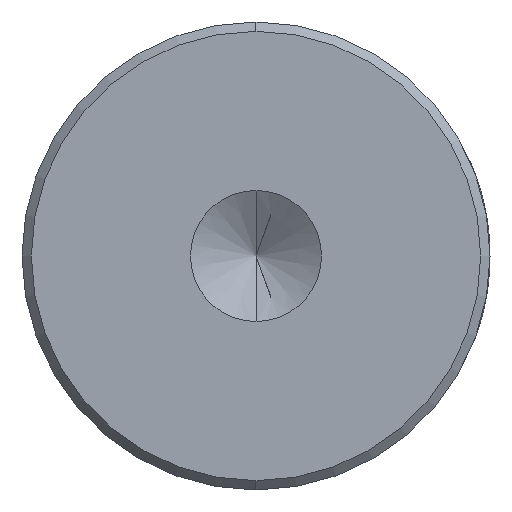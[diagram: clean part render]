
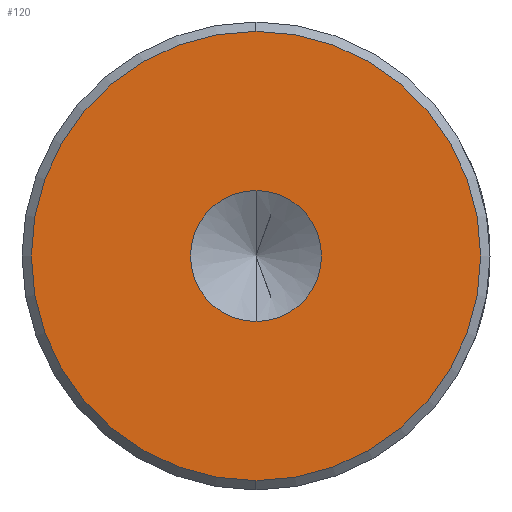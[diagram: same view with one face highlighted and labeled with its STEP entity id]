
A CAD part, left-side view. The second image highlights one B-rep face of the part: STEP entity #120.
In plain terms, the highlighted planar face has unit normal (-1, 0, 0).
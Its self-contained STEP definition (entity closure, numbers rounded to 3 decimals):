
#15 = DIRECTION ( 'NONE',  ( -1., 0., 0. ) ) ;
#16 = FACE_OUTER_BOUND ( 'NONE', #597, .T. ) ;
#54 = EDGE_LOOP ( 'NONE', ( #198, #380 ) ) ;
#71 = CARTESIAN_POINT ( 'NONE',  ( 0., 0., 3.5 ) ) ;
#77 = DIRECTION ( 'NONE',  ( 0., 0., 1. ) ) ;
#120 = ADVANCED_FACE ( 'NONE', ( #16, #822 ), #1261, .T. ) ;
#147 = CARTESIAN_POINT ( 'NONE',  ( 0., 0., -3.5 ) ) ;
#198 = ORIENTED_EDGE ( 'NONE', *, *, #937, .F. ) ;
#199 = ORIENTED_EDGE ( 'NONE', *, *, #1087, .T. ) ;
#284 = AXIS2_PLACEMENT_3D ( 'NONE', #615, #1322, #711 ) ;
#319 = CARTESIAN_POINT ( 'NONE',  ( 0., 0., 0. ) ) ;
#380 = ORIENTED_EDGE ( 'NONE', *, *, #1064, .F. ) ;
#463 = CIRCLE ( 'NONE', #511, 12.001 ) ;
#464 = CARTESIAN_POINT ( 'NONE',  ( 0., 0., -12.001 ) ) ;
#511 = AXIS2_PLACEMENT_3D ( 'NONE', #1324, #716, #77 ) ;
#578 = CARTESIAN_POINT ( 'NONE',  ( 0., 0., 0. ) ) ;
#588 = DIRECTION ( 'NONE',  ( -1., 0., 0. ) ) ;
#597 = EDGE_LOOP ( 'NONE', ( #199, #622 ) ) ;
#615 = CARTESIAN_POINT ( 'NONE',  ( 0., 0., 0. ) ) ;
#622 = ORIENTED_EDGE ( 'NONE', *, *, #862, .T. ) ;
#658 = CIRCLE ( 'NONE', #733, 3.5 ) ;
#675 = DIRECTION ( 'NONE',  ( 0., 0., 1. ) ) ;
#711 = DIRECTION ( 'NONE',  ( 0., 0., 1. ) ) ;
#716 = DIRECTION ( 'NONE',  ( -1., 0., 0. ) ) ;
#726 = VERTEX_POINT ( 'NONE', #464 ) ;
#733 = AXIS2_PLACEMENT_3D ( 'NONE', #1194, #588, #1294 ) ;
#744 = CARTESIAN_POINT ( 'NONE',  ( 0., 0., 12.001 ) ) ;
#750 = DIRECTION ( 'NONE',  ( 0., 0., 1. ) ) ;
#811 = AXIS2_PLACEMENT_3D ( 'NONE', #578, #1286, #675 ) ;
#817 = CIRCLE ( 'NONE', #811, 12.001 ) ;
#822 = FACE_BOUND ( 'NONE', #54, .T. ) ;
#854 = AXIS2_PLACEMENT_3D ( 'NONE', #319, #15, #750 ) ;
#862 = EDGE_CURVE ( 'NONE', #1346, #726, #817, .T. ) ;
#937 = EDGE_CURVE ( 'NONE', #1057, #940, #658, .T. ) ;
#940 = VERTEX_POINT ( 'NONE', #147 ) ;
#1029 = CIRCLE ( 'NONE', #284, 3.5 ) ;
#1057 = VERTEX_POINT ( 'NONE', #71 ) ;
#1064 = EDGE_CURVE ( 'NONE', #940, #1057, #1029, .T. ) ;
#1087 = EDGE_CURVE ( 'NONE', #726, #1346, #463, .T. ) ;
#1194 = CARTESIAN_POINT ( 'NONE',  ( 0., 0., 0. ) ) ;
#1261 = PLANE ( 'NONE',  #854 ) ;
#1286 = DIRECTION ( 'NONE',  ( -1., 0., 0. ) ) ;
#1294 = DIRECTION ( 'NONE',  ( 0., 0., 1. ) ) ;
#1322 = DIRECTION ( 'NONE',  ( -1., 0., 0. ) ) ;
#1324 = CARTESIAN_POINT ( 'NONE',  ( 0., 0., 0. ) ) ;
#1346 = VERTEX_POINT ( 'NONE', #744 ) ;
